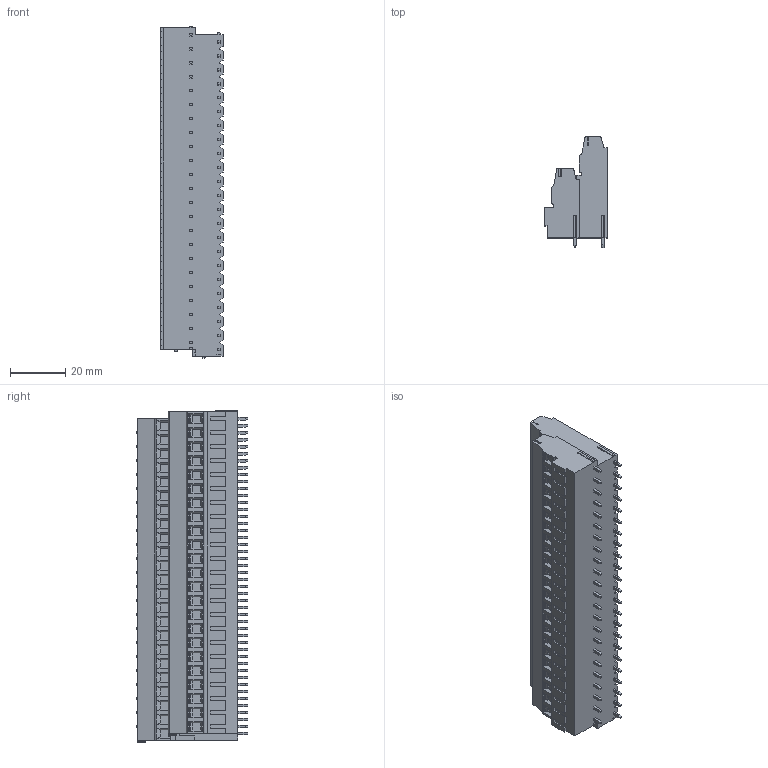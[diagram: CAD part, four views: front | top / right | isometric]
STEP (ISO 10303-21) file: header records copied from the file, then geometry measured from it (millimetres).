
FILE_DESCRIPTION((''),'2;1');
FILE_NAME('TL338VH2L-XXP-XS','2025-02-20T',('yanfa'),(''),'PRO/ENGINEER BY PARAMETRIC TECHNOLOGY CORPORATION, 2009280','PRO/ENGINEER BY PARAMETRIC TECHNOLOGY CORPORATION, 2009280','');
FILE_SCHEMA(('AUTOMOTIVE_DESIGN_CC2 { 1 2 10303 214 -1 1 5 2 }'));
Length unit declared in the file: millimetre
Products named in the file (1): TL338VH2L-XXP-XS
Bounding box: 22.8 x 40.3 x 120.53 mm (x, y, z)
Volume: 68449.4 mm3; surface area: 21033.4 mm2
Topology: 1 solids, 1 shells, 2316 faces, 5746 edges, 3548 vertices
Faces by surface type: plane 1535, cylinder 438, cone 184, torus 92, sphere 67
Entity records: 68184 total; most frequent: CARTESIAN_POINT 13291, ORIENTED_EDGE 11404, DIRECTION 11229, EDGE_CURVE 5702, VECTOR 4163, LINE 4163, VERTEX_POINT 3548, AXIS2_PLACEMENT_3D 3533
